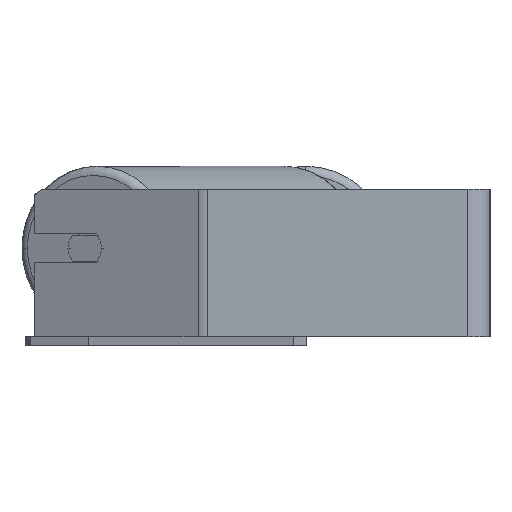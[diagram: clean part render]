
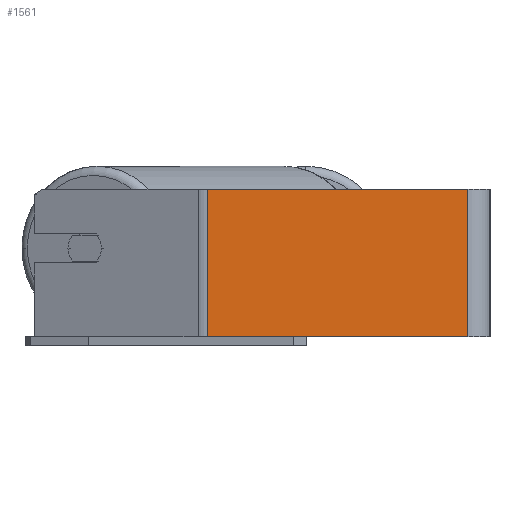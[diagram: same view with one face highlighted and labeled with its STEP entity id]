
A CAD part, left-side view. The second image highlights one B-rep face of the part: STEP entity #1561.
In plain terms, the highlighted planar face has unit normal (-1, 0, 0).
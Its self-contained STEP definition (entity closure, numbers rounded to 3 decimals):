
#39 = LINE ( 'NONE', #8487, #3612 ) ;
#255 = ORIENTED_EDGE ( 'NONE', *, *, #4866, .F. ) ;
#279 = VERTEX_POINT ( 'NONE', #6916 ) ;
#756 = PLANE ( 'NONE',  #7502 ) ;
#793 = VERTEX_POINT ( 'NONE', #3498 ) ;
#1163 = LINE ( 'NONE', #4770, #8122 ) ;
#1298 = CARTESIAN_POINT ( 'NONE',  ( -430., 153.526, -40. ) ) ;
#1391 = ORIENTED_EDGE ( 'NONE', *, *, #3404, .T. ) ;
#1486 = DIRECTION ( 'NONE',  ( 0., 0., -1. ) ) ;
#1561 = ADVANCED_FACE ( 'NONE', ( #3649 ), #756, .F. ) ;
#2163 = ORIENTED_EDGE ( 'NONE', *, *, #3947, .T. ) ;
#2620 = DIRECTION ( 'NONE',  ( 0., -1., 0. ) ) ;
#2763 = LINE ( 'NONE', #6798, #4788 ) ;
#2906 = DIRECTION ( 'NONE',  ( 0., 0., -1. ) ) ;
#3404 = EDGE_CURVE ( 'NONE', #279, #6004, #4303, .T. ) ;
#3498 = CARTESIAN_POINT ( 'NONE',  ( -430., 12., 40. ) ) ;
#3559 = DIRECTION ( 'NONE',  ( 1., 0., 0. ) ) ;
#3612 = VECTOR ( 'NONE', #1486, 1000. ) ;
#3649 = FACE_OUTER_BOUND ( 'NONE', #5401, .T. ) ;
#3947 = EDGE_CURVE ( 'NONE', #6004, #4546, #1163, .T. ) ;
#4259 = CARTESIAN_POINT ( 'NONE',  ( -430., 156.186, 40. ) ) ;
#4303 = LINE ( 'NONE', #6419, #7072 ) ;
#4546 = VERTEX_POINT ( 'NONE', #6490 ) ;
#4770 = CARTESIAN_POINT ( 'NONE',  ( -430., 156.186, -40. ) ) ;
#4788 = VECTOR ( 'NONE', #2620, 1000. ) ;
#4866 = EDGE_CURVE ( 'NONE', #279, #793, #2763, .T. ) ;
#5401 = EDGE_LOOP ( 'NONE', ( #2163, #5692, #255, #1391 ) ) ;
#5575 = DIRECTION ( 'NONE',  ( 0., 0., -1. ) ) ;
#5692 = ORIENTED_EDGE ( 'NONE', *, *, #8694, .F. ) ;
#6004 = VERTEX_POINT ( 'NONE', #1298 ) ;
#6419 = CARTESIAN_POINT ( 'NONE',  ( -430., 153.526, 40. ) ) ;
#6490 = CARTESIAN_POINT ( 'NONE',  ( -430., 12., -40. ) ) ;
#6798 = CARTESIAN_POINT ( 'NONE',  ( -430., 156.186, 40. ) ) ;
#6916 = CARTESIAN_POINT ( 'NONE',  ( -430., 153.526, 40. ) ) ;
#7072 = VECTOR ( 'NONE', #2906, 1000. ) ;
#7502 = AXIS2_PLACEMENT_3D ( 'NONE', #4259, #3559, #5575 ) ;
#7551 = DIRECTION ( 'NONE',  ( 0., -1., 0. ) ) ;
#8122 = VECTOR ( 'NONE', #7551, 1000. ) ;
#8487 = CARTESIAN_POINT ( 'NONE',  ( -430., 12., 40. ) ) ;
#8694 = EDGE_CURVE ( 'NONE', #793, #4546, #39, .T. ) ;
